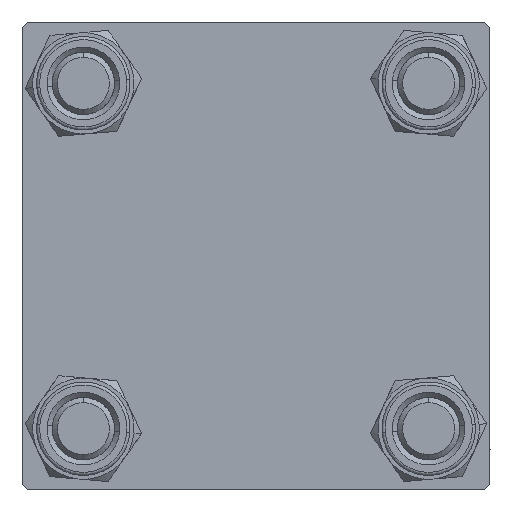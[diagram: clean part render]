
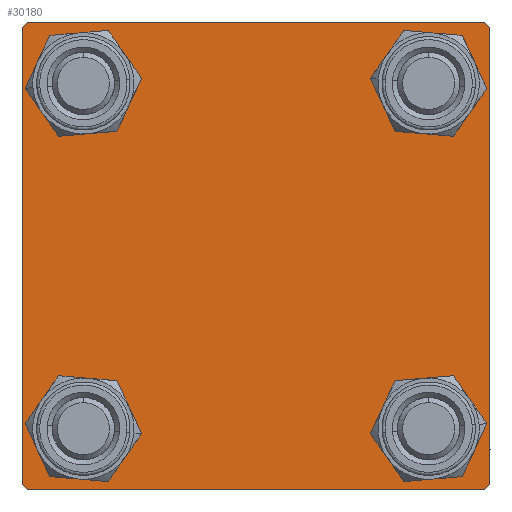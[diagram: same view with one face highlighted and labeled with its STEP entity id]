
A CAD part, left-side view. The second image highlights one B-rep face of the part: STEP entity #30180.
In plain terms, the highlighted planar face has unit normal (-1, 0, 0).
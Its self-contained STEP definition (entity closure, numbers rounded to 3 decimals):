
#671 = VERTEX_POINT ( 'NONE', #30519 ) ;
#813 = ORIENTED_EDGE ( 'NONE', *, *, #12902, .T. ) ;
#881 = LINE ( 'NONE', #9030, #45399 ) ;
#1007 = PLANE ( 'NONE',  #50302 ) ;
#1011 = CARTESIAN_POINT ( 'NONE',  ( 0., -16.6, 16.6 ) ) ;
#1304 = DIRECTION ( 'NONE',  ( 1., 0., 0. ) ) ;
#1442 = VERTEX_POINT ( 'NONE', #25525 ) ;
#1603 = AXIS2_PLACEMENT_3D ( 'NONE', #59563, #14333, #18860 ) ;
#2373 = CARTESIAN_POINT ( 'NONE',  ( 0., 22.25, -22.25 ) ) ;
#3479 = ORIENTED_EDGE ( 'NONE', *, *, #22270, .T. ) ;
#3778 = LINE ( 'NONE', #53518, #17455 ) ;
#3890 = EDGE_CURVE ( 'NONE', #50627, #11160, #48696, .T. ) ;
#4077 = VERTEX_POINT ( 'NONE', #8378 ) ;
#4646 = DIRECTION ( 'NONE',  ( -1., 0., 0. ) ) ;
#4955 = VECTOR ( 'NONE', #10278, 1000. ) ;
#5304 = VERTEX_POINT ( 'NONE', #19454 ) ;
#5407 = DIRECTION ( 'NONE',  ( 0., -0.707, 0.707 ) ) ;
#5433 = CARTESIAN_POINT ( 'NONE',  ( 0., -22., -22.5 ) ) ;
#5831 = CARTESIAN_POINT ( 'NONE',  ( 0., 0., 0. ) ) ;
#6052 = CARTESIAN_POINT ( 'NONE',  ( 0., 22.25, 22.25 ) ) ;
#6170 = CIRCLE ( 'NONE', #28349, 3.5 ) ;
#6852 = EDGE_CURVE ( 'NONE', #43593, #5304, #36372, .T. ) ;
#7528 = EDGE_CURVE ( 'NONE', #28219, #47456, #20022, .T. ) ;
#7647 = DIRECTION ( 'NONE',  ( 0., 0., 1. ) ) ;
#7868 = CARTESIAN_POINT ( 'NONE',  ( 0., -16.6, -20.1 ) ) ;
#8378 = CARTESIAN_POINT ( 'NONE',  ( 0., 16.6, 20.1 ) ) ;
#9030 = CARTESIAN_POINT ( 'NONE',  ( 0., -22.25, -22.25 ) ) ;
#10278 = DIRECTION ( 'NONE',  ( 0., 0.707, 0.707 ) ) ;
#10346 = FACE_BOUND ( 'NONE', #55447, .T. ) ;
#10982 = DIRECTION ( 'NONE',  ( 0., -1., 0. ) ) ;
#11160 = VERTEX_POINT ( 'NONE', #34521 ) ;
#12902 = EDGE_CURVE ( 'NONE', #23931, #4077, #16168, .T. ) ;
#14283 = DIRECTION ( 'NONE',  ( 0., 0., 1. ) ) ;
#14297 = DIRECTION ( 'NONE',  ( 0., 0., 1. ) ) ;
#14333 = DIRECTION ( 'NONE',  ( 1., 0., 0. ) ) ;
#14347 = CARTESIAN_POINT ( 'NONE',  ( 0., -22., 22.5 ) ) ;
#14647 = ORIENTED_EDGE ( 'NONE', *, *, #26169, .T. ) ;
#15110 = ORIENTED_EDGE ( 'NONE', *, *, #16281, .T. ) ;
#15384 = DIRECTION ( 'NONE',  ( 0., 0.707, -0.707 ) ) ;
#15948 = ORIENTED_EDGE ( 'NONE', *, *, #56661, .F. ) ;
#16168 = CIRCLE ( 'NONE', #23901, 3.5 ) ;
#16281 = EDGE_CURVE ( 'NONE', #11160, #53750, #38565, .T. ) ;
#16991 = VECTOR ( 'NONE', #10982, 1000. ) ;
#17177 = CARTESIAN_POINT ( 'NONE',  ( 0., -16.6, -16.6 ) ) ;
#17332 = DIRECTION ( 'NONE',  ( 0., -1., 0. ) ) ;
#17455 = VECTOR ( 'NONE', #17332, 1000. ) ;
#17751 = CIRCLE ( 'NONE', #29292, 3.5 ) ;
#18655 = DIRECTION ( 'NONE',  ( 0., 0., -1. ) ) ;
#18860 = DIRECTION ( 'NONE',  ( 0., 0., 1. ) ) ;
#19454 = CARTESIAN_POINT ( 'NONE',  ( 0., 16.6, -13.1 ) ) ;
#20022 = CIRCLE ( 'NONE', #51780, 3.5 ) ;
#20635 = DIRECTION ( 'NONE',  ( 0., 0., 1. ) ) ;
#20828 = DIRECTION ( 'NONE',  ( 1., 0., 0. ) ) ;
#20936 = CARTESIAN_POINT ( 'NONE',  ( 0., 22., 22.5 ) ) ;
#21071 = DIRECTION ( 'NONE',  ( 0., 0., 1. ) ) ;
#21211 = EDGE_CURVE ( 'NONE', #1442, #46017, #27499, .T. ) ;
#21260 = DIRECTION ( 'NONE',  ( 0., 0., -1. ) ) ;
#21329 = ORIENTED_EDGE ( 'NONE', *, *, #58432, .T. ) ;
#22260 = DIRECTION ( 'NONE',  ( 1., 0., 0. ) ) ;
#22270 = EDGE_CURVE ( 'NONE', #41689, #45348, #881, .T. ) ;
#22774 = VECTOR ( 'NONE', #21260, 1000. ) ;
#23195 = CARTESIAN_POINT ( 'NONE',  ( 0., -22.5, 22.5 ) ) ;
#23560 = CARTESIAN_POINT ( 'NONE',  ( 0., 16.6, -20.1 ) ) ;
#23587 = AXIS2_PLACEMENT_3D ( 'NONE', #37219, #24244, #14297 ) ;
#23738 = ORIENTED_EDGE ( 'NONE', *, *, #21211, .T. ) ;
#23901 = AXIS2_PLACEMENT_3D ( 'NONE', #49843, #54659, #7647 ) ;
#23931 = VERTEX_POINT ( 'NONE', #59385 ) ;
#23991 = DIRECTION ( 'NONE',  ( 1., 0., 0. ) ) ;
#24244 = DIRECTION ( 'NONE',  ( 1., 0., 0. ) ) ;
#25525 = CARTESIAN_POINT ( 'NONE',  ( 0., -22.5, 22. ) ) ;
#25973 = ORIENTED_EDGE ( 'NONE', *, *, #6852, .T. ) ;
#26169 = EDGE_CURVE ( 'NONE', #45115, #50627, #30451, .T. ) ;
#27323 = DIRECTION ( 'NONE',  ( 0., 0., 1. ) ) ;
#27494 = EDGE_CURVE ( 'NONE', #45115, #46017, #3778, .T. ) ;
#27499 = LINE ( 'NONE', #46173, #4955 ) ;
#27920 = CARTESIAN_POINT ( 'NONE',  ( 0., 16.6, 16.6 ) ) ;
#28219 = VERTEX_POINT ( 'NONE', #7868 ) ;
#28349 = AXIS2_PLACEMENT_3D ( 'NONE', #17177, #20828, #52779 ) ;
#29268 = CARTESIAN_POINT ( 'NONE',  ( 0., 22.5, 22. ) ) ;
#29292 = AXIS2_PLACEMENT_3D ( 'NONE', #1011, #1304, #14283 ) ;
#29787 = VECTOR ( 'NONE', #47918, 1000. ) ;
#30180 = ADVANCED_FACE ( 'NONE', ( #50781, #46834, #37198, #10346, #42317 ), #1007, .T. ) ;
#30441 = VECTOR ( 'NONE', #18655, 1000. ) ;
#30451 = LINE ( 'NONE', #6052, #47287 ) ;
#30519 = CARTESIAN_POINT ( 'NONE',  ( 0., -16.6, 13.1 ) ) ;
#30686 = CARTESIAN_POINT ( 'NONE',  ( 0., -16.6, -13.1 ) ) ;
#30789 = CARTESIAN_POINT ( 'NONE',  ( 0., -22.5, -22. ) ) ;
#31411 = ORIENTED_EDGE ( 'NONE', *, *, #35067, .T. ) ;
#31782 = EDGE_LOOP ( 'NONE', ( #31411, #43551 ) ) ;
#32062 = EDGE_LOOP ( 'NONE', ( #58106, #15110, #49030, #3479, #15948, #23738, #47243, #14647 ) ) ;
#32408 = CIRCLE ( 'NONE', #46873, 3.5 ) ;
#32668 = DIRECTION ( 'NONE',  ( 0., 0., 1. ) ) ;
#32769 = CARTESIAN_POINT ( 'NONE',  ( 0., -16.6, 20.1 ) ) ;
#34502 = LINE ( 'NONE', #42662, #16991 ) ;
#34521 = CARTESIAN_POINT ( 'NONE',  ( 0., 22.5, -22. ) ) ;
#34777 = CARTESIAN_POINT ( 'NONE',  ( 0., -16.6, -16.6 ) ) ;
#35067 = EDGE_CURVE ( 'NONE', #37651, #671, #17751, .T. ) ;
#35221 = CARTESIAN_POINT ( 'NONE',  ( 0., 16.6, -16.6 ) ) ;
#36372 = CIRCLE ( 'NONE', #46959, 3.5 ) ;
#36877 = EDGE_CURVE ( 'NONE', #5304, #43593, #58203, .T. ) ;
#37198 = FACE_BOUND ( 'NONE', #57375, .T. ) ;
#37219 = CARTESIAN_POINT ( 'NONE',  ( 0., 16.6, -16.6 ) ) ;
#37651 = VERTEX_POINT ( 'NONE', #32769 ) ;
#37954 = EDGE_LOOP ( 'NONE', ( #54558, #57118 ) ) ;
#38565 = LINE ( 'NONE', #2373, #29787 ) ;
#39941 = CARTESIAN_POINT ( 'NONE',  ( 0., 22.5, 22.5 ) ) ;
#41673 = CARTESIAN_POINT ( 'NONE',  ( 0., 22., -22.5 ) ) ;
#41689 = VERTEX_POINT ( 'NONE', #5433 ) ;
#42317 = FACE_OUTER_BOUND ( 'NONE', #32062, .T. ) ;
#42662 = CARTESIAN_POINT ( 'NONE',  ( 0., 22.5, -22.5 ) ) ;
#43551 = ORIENTED_EDGE ( 'NONE', *, *, #58372, .T. ) ;
#43593 = VERTEX_POINT ( 'NONE', #23560 ) ;
#45031 = DIRECTION ( 'NONE',  ( 1., 0., 0. ) ) ;
#45115 = VERTEX_POINT ( 'NONE', #20936 ) ;
#45348 = VERTEX_POINT ( 'NONE', #30789 ) ;
#45399 = VECTOR ( 'NONE', #5407, 1000. ) ;
#46017 = VERTEX_POINT ( 'NONE', #14347 ) ;
#46173 = CARTESIAN_POINT ( 'NONE',  ( 0., -22.25, 22.25 ) ) ;
#46834 = FACE_BOUND ( 'NONE', #37954, .T. ) ;
#46873 = AXIS2_PLACEMENT_3D ( 'NONE', #27920, #23991, #27323 ) ;
#46959 = AXIS2_PLACEMENT_3D ( 'NONE', #35221, #22260, #21071 ) ;
#47137 = EDGE_CURVE ( 'NONE', #47456, #28219, #6170, .T. ) ;
#47243 = ORIENTED_EDGE ( 'NONE', *, *, #27494, .F. ) ;
#47287 = VECTOR ( 'NONE', #15384, 1000. ) ;
#47456 = VERTEX_POINT ( 'NONE', #30686 ) ;
#47918 = DIRECTION ( 'NONE',  ( 0., -0.707, -0.707 ) ) ;
#48696 = LINE ( 'NONE', #39941, #22774 ) ;
#49030 = ORIENTED_EDGE ( 'NONE', *, *, #58503, .T. ) ;
#49843 = CARTESIAN_POINT ( 'NONE',  ( 0., 16.6, 16.6 ) ) ;
#50302 = AXIS2_PLACEMENT_3D ( 'NONE', #5831, #4646, #32668 ) ;
#50627 = VERTEX_POINT ( 'NONE', #29268 ) ;
#50781 = FACE_BOUND ( 'NONE', #31782, .T. ) ;
#51216 = LINE ( 'NONE', #23195, #30441 ) ;
#51780 = AXIS2_PLACEMENT_3D ( 'NONE', #34777, #45031, #20635 ) ;
#52779 = DIRECTION ( 'NONE',  ( 0., 0., 1. ) ) ;
#53518 = CARTESIAN_POINT ( 'NONE',  ( 0., 22.5, 22.5 ) ) ;
#53750 = VERTEX_POINT ( 'NONE', #41673 ) ;
#54558 = ORIENTED_EDGE ( 'NONE', *, *, #47137, .T. ) ;
#54659 = DIRECTION ( 'NONE',  ( 1., 0., 0. ) ) ;
#55447 = EDGE_LOOP ( 'NONE', ( #21329, #813 ) ) ;
#56510 = CIRCLE ( 'NONE', #1603, 3.5 ) ;
#56661 = EDGE_CURVE ( 'NONE', #1442, #45348, #51216, .T. ) ;
#57118 = ORIENTED_EDGE ( 'NONE', *, *, #7528, .T. ) ;
#57375 = EDGE_LOOP ( 'NONE', ( #58664, #25973 ) ) ;
#58106 = ORIENTED_EDGE ( 'NONE', *, *, #3890, .T. ) ;
#58203 = CIRCLE ( 'NONE', #23587, 3.5 ) ;
#58372 = EDGE_CURVE ( 'NONE', #671, #37651, #56510, .T. ) ;
#58432 = EDGE_CURVE ( 'NONE', #4077, #23931, #32408, .T. ) ;
#58503 = EDGE_CURVE ( 'NONE', #53750, #41689, #34502, .T. ) ;
#58664 = ORIENTED_EDGE ( 'NONE', *, *, #36877, .T. ) ;
#59385 = CARTESIAN_POINT ( 'NONE',  ( 0., 16.6, 13.1 ) ) ;
#59563 = CARTESIAN_POINT ( 'NONE',  ( 0., -16.6, 16.6 ) ) ;
